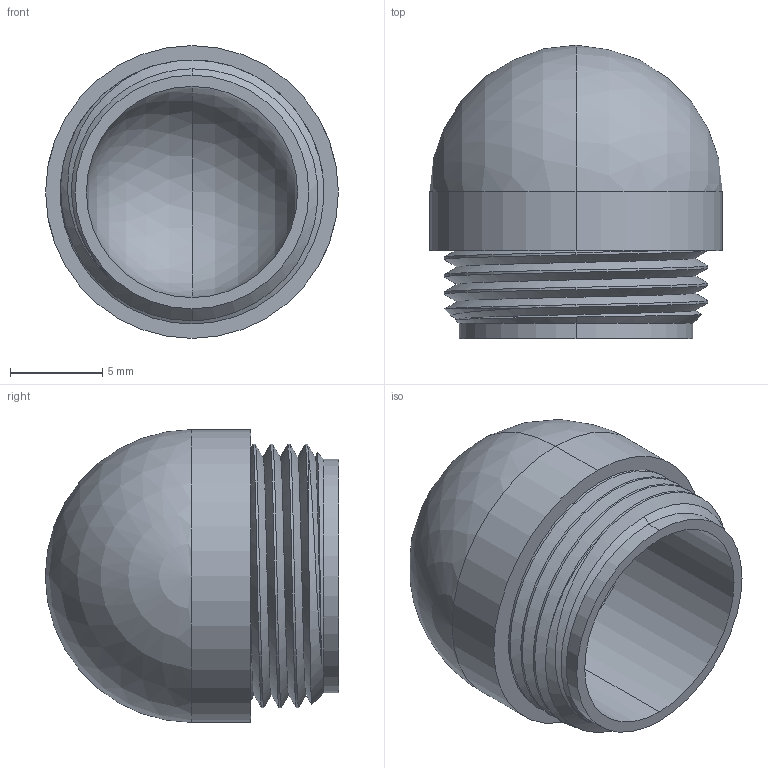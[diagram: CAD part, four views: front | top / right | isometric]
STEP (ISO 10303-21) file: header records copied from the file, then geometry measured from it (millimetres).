
FILE_DESCRIPTION (( 'STEP AP214' ), '1' );
FILE_NAME ('25P-30xx - B13999.STEP', '2018-02-06T17:20:52', ( '' ), ( '' ), 'SwSTEP 2.0', 'SolidWorks 2016', '' );
FILE_SCHEMA (( 'AUTOMOTIVE_DESIGN' ));
Length unit declared in the file: inch
Products named in the file (1): 25P-30xx - B13999
Bounding box: 15.85 x 15.88 x 15.85 mm (x, y, z)
Volume: 1141.7 mm3; surface area: 1455.2 mm2
Topology: 1 solids, 1 shells, 24 faces, 64 edges, 40 vertices
Faces by surface type: cylinder 14, sphere 4, cone 2, plane 2, bspline 2
Entity records: 1443 total; most frequent: CARTESIAN_POINT 905, ORIENTED_EDGE 112, DIRECTION 97, EDGE_CURVE 56, AXIS2_PLACEMENT_3D 41, VERTEX_POINT 36, EDGE_LOOP 26, ADVANCED_FACE 24
